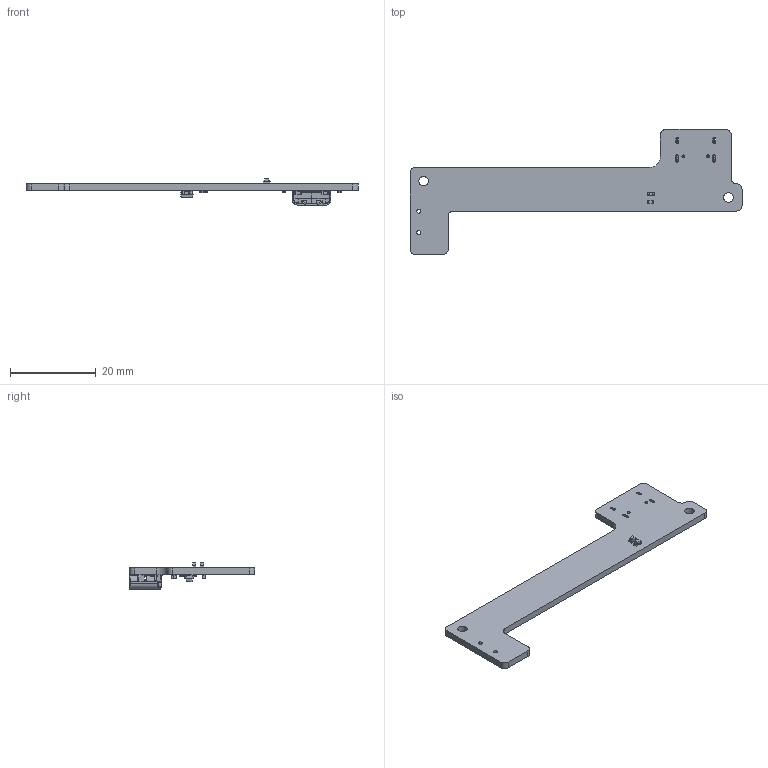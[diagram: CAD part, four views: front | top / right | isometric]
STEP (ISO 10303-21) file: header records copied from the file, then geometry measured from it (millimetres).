
FILE_DESCRIPTION(('KiCad electronic assembly'),'2;1');
FILE_NAME('usb-board.step','2024-07-08T13:03:59',('Pcbnew'),('Kicad'), 'Open CASCADE STEP processor 7.7','KiCad to STEP converter','Unknown' );
FILE_SCHEMA(('AUTOMOTIVE_DESIGN { 1 0 10303 214 1 1 1 1 }'));
Length unit declared in the file: millimetre
Products named in the file (12): usb-board 1; LED_0603_1608Metric; R_0603_1608Metric; C_0603_1608Metric; USB_C_Receptacle_GCT_USB4105-xx-A_16P_TopMnt_Horizontal; USB_C_Receptacle_16P_TopMnt_Horizontal_GCT_USB4105-xx-A; SOT-23-5; SOT_23_5; _autosave-usb-board_PCB
Assembly tree (19 placements, depth 3):
  usb-board 1
    LED_0603_1608Metric  x2
      LED_0603_1608Metric
    R_0603_1608Metric  x5
      R_0603_1608Metric
    C_0603_1608Metric  x4
      C_0603_1608Metric
    USB_C_Receptacle_GCT_USB4105-xx-A_16P_TopMnt_Horizontal
      USB_C_Receptacle_16P_TopMnt_Horizontal_GCT_USB4105-xx-A
    SOT-23-5
      SOT_23_5
    _autosave-usb-board_PCB
Bounding box: 77.47 x 29.21 x 6.11 mm (x, y, z)
Volume: 1736.9 mm3; surface area: 3022.1 mm2
Topology: 49 solids, 49 shells, 1140 faces, 2894 edges, 1852 vertices
Faces by surface type: plane 815, cylinder 288, bspline 29, cone 8
Full cylindrical faces by diameter (mm): 0.5 x2, 0.65 x2, 0.9 x2, 2.2 x2
Entity records: 33212 total; most frequent: CARTESIAN_POINT 4864, ORIENTED_EDGE 4546, DIRECTION 4445, EDGE_CURVE 2273, LINE 1799, VECTOR 1799, VERTEX_POINT 1446, AXIS2_PLACEMENT_3D 1323
